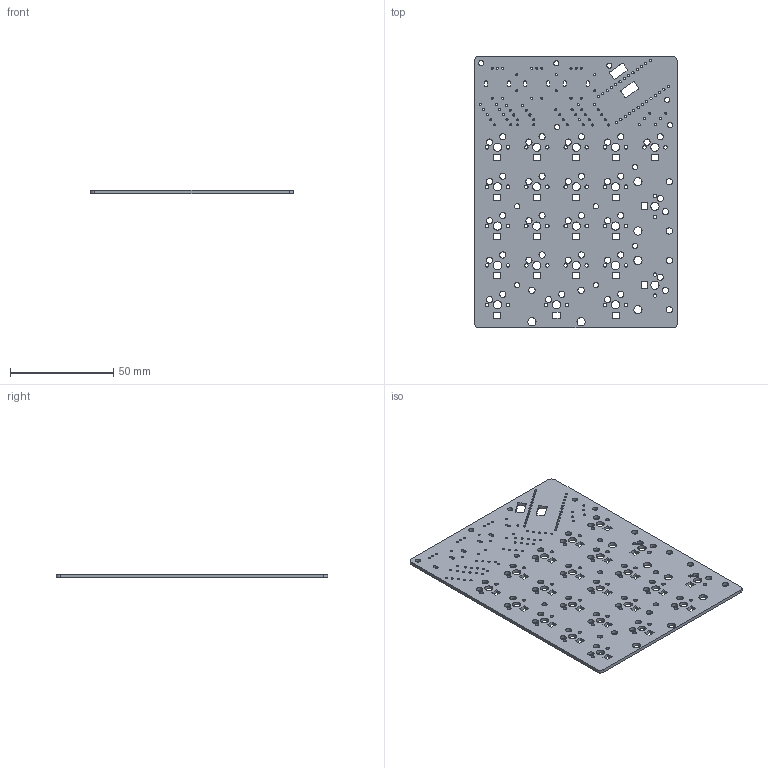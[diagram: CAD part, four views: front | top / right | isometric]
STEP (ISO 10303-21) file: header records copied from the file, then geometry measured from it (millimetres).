
FILE_DESCRIPTION(/* description */ (''),/* implementation_level */ '2;1');
FILE_NAME(/* name */ 'SouthPaw PCB only.step',/* time_stamp */ '2023-01-02T00:13:53-07:00',/* author */ (''),/* organization */ (''),/* preprocessor_version */ 'ST-DEVELOPER v19.2',/* originating_system */ 'Autodesk Translation Framework v11.17.0.187',/* authorisation */ '');
FILE_SCHEMA (('AUTOMOTIVE_DESIGN { 1 0 10303 214 3 1 1 }'));
Length unit declared in the file: millimetre
Products named in the file (2): (Unsaved); SouthPaw PCB
Assembly tree (1 placements, depth 2):
  (Unsaved)
    SouthPaw PCB
Bounding box: 98.26 x 131.32 x 1.6 mm (x, y, z)
Volume: 18630.9 mm3; surface area: 26927.4 mm2
Topology: 1 solids, 1 shells, 363 faces, 1083 edges, 722 vertices
Faces by surface type: cylinder 249, plane 114
Full cylindrical faces by diameter (mm): 1 x65, 1.092 x26, 1.702 x44, 2.5 x12, 3 x44, 3.05 x6, 3.988 x22, 4 x6
Entity records: 13515 total; most frequent: DIRECTION 2313, CARTESIAN_POINT 2171, ORIENTED_EDGE 2166, EDGE_CURVE 1083, EDGE_LOOP 873, AXIS2_PLACEMENT_3D 864, VERTEX_POINT 722, LINE 585
